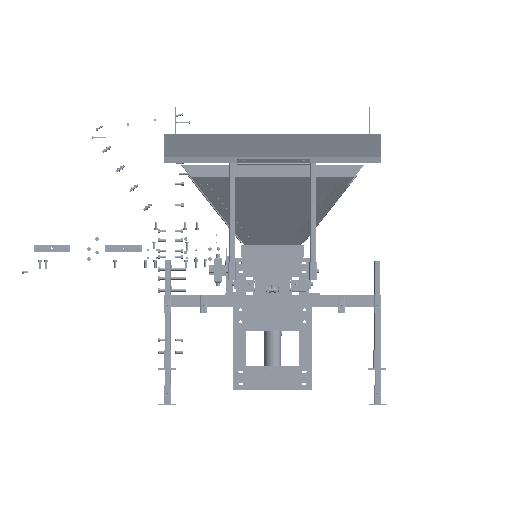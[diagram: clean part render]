
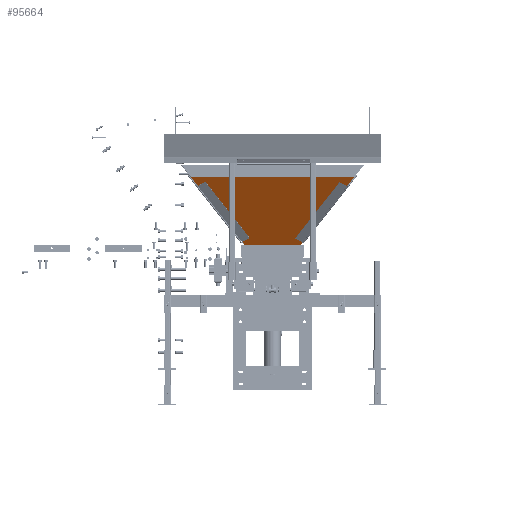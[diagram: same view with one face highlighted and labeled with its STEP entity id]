
A CAD part, front view. The second image highlights one B-rep face of the part: STEP entity #95664.
In plain terms, the highlighted face is planar.
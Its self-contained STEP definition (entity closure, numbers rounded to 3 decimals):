
#5764=CIRCLE('',#102204,12.7);
#5766=CIRCLE('',#102207,12.7);
#5768=CIRCLE('',#102210,12.7);
#5770=CIRCLE('',#102213,12.7);
#5772=CIRCLE('',#102216,12.7);
#5774=CIRCLE('',#102219,12.7);
#5776=CIRCLE('',#102222,12.7);
#5778=CIRCLE('',#102225,12.7);
#41178=VERTEX_POINT('',#153698);
#41180=VERTEX_POINT('',#153703);
#41182=VERTEX_POINT('',#153708);
#41184=VERTEX_POINT('',#153713);
#41186=VERTEX_POINT('',#153718);
#41188=VERTEX_POINT('',#153723);
#41190=VERTEX_POINT('',#153728);
#41192=VERTEX_POINT('',#153733);
#41193=VERTEX_POINT('',#153736);
#41194=VERTEX_POINT('',#153737);
#41197=VERTEX_POINT('',#153745);
#41199=VERTEX_POINT('',#153751);
#47673=VECTOR('',#119537,1.);
#47677=VECTOR('',#119542,1.);
#47680=VECTOR('',#119546,1.);
#47683=VECTOR('',#119550,1.);
#54129=LINE('',#153735,#47673);
#54133=LINE('',#153744,#47677);
#54136=LINE('',#153750,#47680);
#54139=LINE('',#153756,#47683);
#63625=EDGE_CURVE('',#41178,#41178,#5764,.T.);
#63627=EDGE_CURVE('',#41180,#41180,#5766,.T.);
#63629=EDGE_CURVE('',#41182,#41182,#5768,.T.);
#63631=EDGE_CURVE('',#41184,#41184,#5770,.T.);
#63633=EDGE_CURVE('',#41186,#41186,#5772,.T.);
#63635=EDGE_CURVE('',#41188,#41188,#5774,.T.);
#63637=EDGE_CURVE('',#41190,#41190,#5776,.T.);
#63639=EDGE_CURVE('',#41192,#41192,#5778,.T.);
#63640=EDGE_CURVE('',#41193,#41194,#54129,.T.);
#63644=EDGE_CURVE('',#41194,#41197,#54133,.T.);
#63647=EDGE_CURVE('',#41197,#41199,#54136,.T.);
#63650=EDGE_CURVE('',#41199,#41193,#54139,.T.);
#82606=ORIENTED_EDGE('',*,*,#63625,.T.);
#82607=ORIENTED_EDGE('',*,*,#63627,.T.);
#82608=ORIENTED_EDGE('',*,*,#63629,.T.);
#82609=ORIENTED_EDGE('',*,*,#63631,.T.);
#82610=ORIENTED_EDGE('',*,*,#63633,.T.);
#82611=ORIENTED_EDGE('',*,*,#63635,.T.);
#82612=ORIENTED_EDGE('',*,*,#63637,.T.);
#82613=ORIENTED_EDGE('',*,*,#63639,.T.);
#82614=ORIENTED_EDGE('',*,*,#63640,.F.);
#82615=ORIENTED_EDGE('',*,*,#63650,.F.);
#82616=ORIENTED_EDGE('',*,*,#63647,.F.);
#82617=ORIENTED_EDGE('',*,*,#63644,.F.);
#87383=EDGE_LOOP('',(#82606));
#87384=EDGE_LOOP('',(#82607));
#87385=EDGE_LOOP('',(#82608));
#87386=EDGE_LOOP('',(#82609));
#87387=EDGE_LOOP('',(#82610));
#87388=EDGE_LOOP('',(#82611));
#87389=EDGE_LOOP('',(#82612));
#87390=EDGE_LOOP('',(#82613));
#87391=EDGE_LOOP('',(#82614,#82615,#82616,#82617));
#91848=FACE_BOUND('',#87383,.T.);
#91849=FACE_BOUND('',#87384,.T.);
#91850=FACE_BOUND('',#87385,.T.);
#91851=FACE_BOUND('',#87386,.T.);
#91852=FACE_BOUND('',#87387,.T.);
#91853=FACE_BOUND('',#87388,.T.);
#91854=FACE_BOUND('',#87389,.T.);
#91855=FACE_BOUND('',#87390,.T.);
#91856=FACE_BOUND('',#87391,.T.);
#95664=ADVANCED_FACE('',(#91848,#91849,#91850,#91851,#91852,#91853,#91854,
#91855,#91856),#156591,.F.);
#102204=AXIS2_PLACEMENT_3D('',#153697,#119492,#119493);
#102207=AXIS2_PLACEMENT_3D('',#153702,#119498,#119499);
#102210=AXIS2_PLACEMENT_3D('',#153707,#119504,#119505);
#102213=AXIS2_PLACEMENT_3D('',#153712,#119510,#119511);
#102216=AXIS2_PLACEMENT_3D('',#153717,#119516,#119517);
#102219=AXIS2_PLACEMENT_3D('',#153722,#119522,#119523);
#102222=AXIS2_PLACEMENT_3D('',#153727,#119528,#119529);
#102225=AXIS2_PLACEMENT_3D('',#153732,#119534,#119535);
#102230=AXIS2_PLACEMENT_3D('',#153758,#119552,$);
#119492=DIRECTION('',(0.,1.,0.));
#119493=DIRECTION('',(0.,0.,-12.7));
#119498=DIRECTION('',(0.,1.,0.));
#119499=DIRECTION('',(0.,0.,-12.7));
#119504=DIRECTION('',(0.,1.,0.));
#119505=DIRECTION('',(0.,0.,-12.7));
#119510=DIRECTION('',(0.,1.,0.));
#119511=DIRECTION('',(0.,0.,-12.7));
#119516=DIRECTION('',(0.,1.,0.));
#119517=DIRECTION('',(0.,0.,-12.7));
#119522=DIRECTION('',(0.,1.,0.));
#119523=DIRECTION('',(0.,0.,-12.7));
#119528=DIRECTION('',(0.,1.,0.));
#119529=DIRECTION('',(0.,0.,-12.7));
#119534=DIRECTION('',(0.,1.,0.));
#119535=DIRECTION('',(0.,0.,-12.7));
#119537=DIRECTION('',(0.554,0.,0.833));
#119542=DIRECTION('',(1.,0.,0.));
#119546=DIRECTION('',(0.554,0.,-0.833));
#119550=DIRECTION('',(-1.,0.,0.));
#119552=DIRECTION('',(0.,1.,0.));
#153697=CARTESIAN_POINT('',(735.878,0.,-697.765));
#153698=CARTESIAN_POINT('',(735.878,0.,-710.465));
#153702=CARTESIAN_POINT('',(623.337,0.,-528.576));
#153703=CARTESIAN_POINT('',(623.337,0.,-541.276));
#153707=CARTESIAN_POINT('',(510.796,0.,-359.388));
#153708=CARTESIAN_POINT('',(510.796,0.,-372.088));
#153712=CARTESIAN_POINT('',(-418.505,0.,-697.765));
#153713=CARTESIAN_POINT('',(-418.505,0.,-710.465));
#153717=CARTESIAN_POINT('',(-305.964,0.,-528.576));
#153718=CARTESIAN_POINT('',(-305.964,0.,-541.276));
#153722=CARTESIAN_POINT('',(-193.423,0.,-359.388));
#153723=CARTESIAN_POINT('',(-193.423,0.,-372.088));
#153727=CARTESIAN_POINT('',(398.255,0.,-190.199));
#153728=CARTESIAN_POINT('',(398.255,0.,-202.899));
#153732=CARTESIAN_POINT('',(-80.882,0.,-190.199));
#153733=CARTESIAN_POINT('',(-80.882,0.,-202.899));
#153735=CARTESIAN_POINT('',(-0.063,0.,0.091));
#153736=CARTESIAN_POINT('',(-523.827,0.,-787.309));
#153737=CARTESIAN_POINT('',(-0.063,0.,0.091));
#153744=CARTESIAN_POINT('',(317.437,0.,0.091));
#153745=CARTESIAN_POINT('',(317.437,0.,0.091));
#153750=CARTESIAN_POINT('',(841.2,0.,-787.309));
#153751=CARTESIAN_POINT('',(841.2,0.,-787.309));
#153756=CARTESIAN_POINT('',(-523.827,0.,-787.309));
#153758=CARTESIAN_POINT('',(158.687,0.,-509.005));
#156591=PLANE('',#102230);
